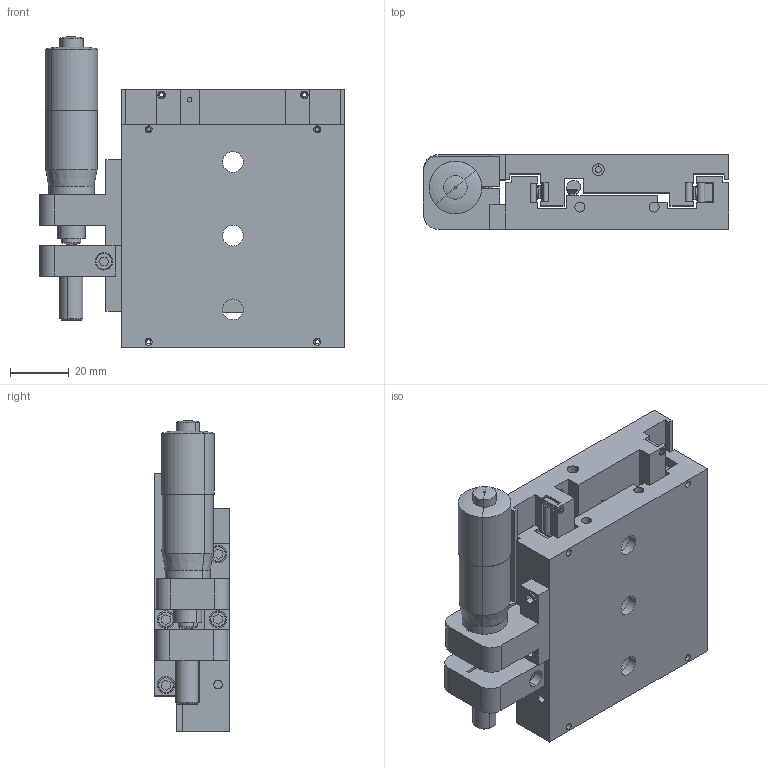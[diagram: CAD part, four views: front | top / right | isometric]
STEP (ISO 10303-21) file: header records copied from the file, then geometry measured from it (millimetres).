
FILE_DESCRIPTION (( 'STEP AP203' ), '1' );
FILE_NAME ('TSB28E-MH25.STEP', '2023-07-06T18:24:06', ( '' ), ( '' ), 'SwSTEP 2.0', 'SolidWorks 2019', '' );
FILE_SCHEMA (( 'CONFIG_CONTROL_DESIGN' ));
Length unit declared in the file: millimetre
Products named in the file (16): Screw M2 x 8 Flat Head Phillips; Rod - 3-32 x 70mm; AMB Contact; TSB28E-MH25; Roll pin, 3-32 dia x 7-16in (SS)_92373A142; Spring; AMB Clamp; CompressionBar; Screw 5-40 x one 8th set screw; Screw 5-16 in-18 x 1in set screw; MH Micrometer 25_retracted; Screw 6-32 x 0.5 SC; 1-8 in bearing strip filled; TSB28-I Top; Screw 5-40 x 0.25in SC; TSB28 Base
Assembly tree (38 placements, depth 2):
  TSB28E-MH25
    TSB28 Base
    CompressionBar
    Rod - 3-32 x 70mm  x8
    Spring
    TSB28-I Top
    AMB Clamp
    AMB Contact
    Screw 5-16 in-18 x 1in set screw
    Screw 6-32 x 0.5 SC  x2
    Screw 5-40 x 0.25in SC  x4
    Screw 5-40 x one 8th set screw  x4
    Screw M2 x 8 Flat Head Phillips  x2
    MH Micrometer 25_retracted
    1-8 in bearing strip filled  x2
    Roll pin, 3-32 dia x 7-16in (SS)_92373A142  x8
Bounding box: 104.2 x 25.6 x 106 mm (x, y, z)
Volume: 155402.6 mm3; surface area: 65263.5 mm2
Topology: 36 solids, 62 shells, 794 faces, 2002 edges, 1317 vertices
Faces by surface type: plane 344, cylinder 302, cone 70, sphere 50, torus 28
Entity records: 18097 total; most frequent: DIRECTION 2903, CARTESIAN_POINT 2777, ORIENTED_EDGE 2538, EDGE_CURVE 1269, AXIS2_PLACEMENT_3D 1109, VERTEX_POINT 839, VECTOR 685, LINE 685
